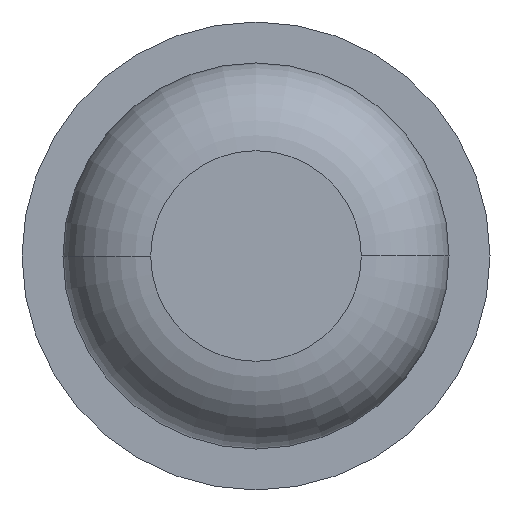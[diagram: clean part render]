
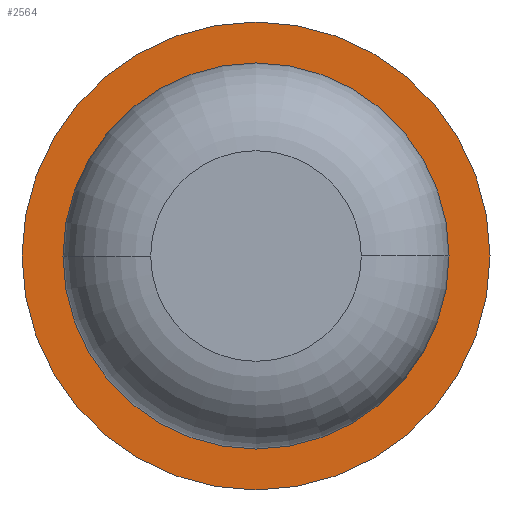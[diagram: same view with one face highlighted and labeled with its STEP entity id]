
A CAD part, front view. The second image highlights one B-rep face of the part: STEP entity #2564.
In plain terms, the highlighted planar face has unit normal (0, -1, 0).
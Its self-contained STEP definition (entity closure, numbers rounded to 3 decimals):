
#28 = DIRECTION ( 'NONE',  ( 0., 1., 0. ) ) ;
#62 = ORIENTED_EDGE ( 'NONE', *, *, #1515, .F. ) ;
#73 = VERTEX_POINT ( 'NONE', #1276 ) ;
#119 = CARTESIAN_POINT ( 'NONE',  ( 0.825, -6., 0. ) ) ;
#248 = AXIS2_PLACEMENT_3D ( 'NONE', #970, #656, #1288 ) ;
#324 = ORIENTED_EDGE ( 'NONE', *, *, #3593, .T. ) ;
#354 = CIRCLE ( 'NONE', #2986, 1. ) ;
#396 = DIRECTION ( 'NONE',  ( -1., 0., 0. ) ) ;
#454 = VERTEX_POINT ( 'NONE', #119 ) ;
#656 = DIRECTION ( 'NONE',  ( 0., 1., 0. ) ) ;
#750 = CARTESIAN_POINT ( 'NONE',  ( -1., -6., 0. ) ) ;
#841 = DIRECTION ( 'NONE',  ( -1., 0., 0. ) ) ;
#870 = DIRECTION ( 'NONE',  ( 0., 1., 0. ) ) ;
#876 = FACE_BOUND ( 'NONE', #1489, .T. ) ;
#970 = CARTESIAN_POINT ( 'NONE',  ( 0., -6., 0. ) ) ;
#1207 = CIRCLE ( 'NONE', #4064, 0.825 ) ;
#1276 = CARTESIAN_POINT ( 'NONE',  ( -0.825, -6., 0. ) ) ;
#1288 = DIRECTION ( 'NONE',  ( -1., 0., 0. ) ) ;
#1367 = VERTEX_POINT ( 'NONE', #750 ) ;
#1431 = ORIENTED_EDGE ( 'NONE', *, *, #3268, .T. ) ;
#1455 = CARTESIAN_POINT ( 'NONE',  ( 0., -6., 0. ) ) ;
#1489 = EDGE_LOOP ( 'NONE', ( #1431, #324 ) ) ;
#1515 = EDGE_CURVE ( 'NONE', #1367, #3521, #2781, .T. ) ;
#1673 = FACE_OUTER_BOUND ( 'NONE', #2310, .T. ) ;
#1931 = CARTESIAN_POINT ( 'NONE',  ( 0., -6., 0. ) ) ;
#2223 = DIRECTION ( 'NONE',  ( -1., 0., 0. ) ) ;
#2310 = EDGE_LOOP ( 'NONE', ( #62, #3972 ) ) ;
#2466 = CARTESIAN_POINT ( 'NONE',  ( 1., -6., 0. ) ) ;
#2520 = CIRCLE ( 'NONE', #2834, 0.825 ) ;
#2564 = ADVANCED_FACE ( 'NONE', ( #1673, #876 ), #3709, .F. ) ;
#2709 = DIRECTION ( 'NONE',  ( -1., 0., 0. ) ) ;
#2781 = CIRCLE ( 'NONE', #248, 1. ) ;
#2834 = AXIS2_PLACEMENT_3D ( 'NONE', #3853, #28, #2223 ) ;
#2986 = AXIS2_PLACEMENT_3D ( 'NONE', #1455, #3376, #841 ) ;
#3268 = EDGE_CURVE ( 'NONE', #73, #454, #2520, .T. ) ;
#3376 = DIRECTION ( 'NONE',  ( 0., 1., 0. ) ) ;
#3521 = VERTEX_POINT ( 'NONE', #2466 ) ;
#3583 = DIRECTION ( 'NONE',  ( 0., 1., 0. ) ) ;
#3593 = EDGE_CURVE ( 'NONE', #454, #73, #1207, .T. ) ;
#3709 = PLANE ( 'NONE',  #3747 ) ;
#3747 = AXIS2_PLACEMENT_3D ( 'NONE', #4019, #870, #2709 ) ;
#3853 = CARTESIAN_POINT ( 'NONE',  ( 0., -6., 0. ) ) ;
#3944 = EDGE_CURVE ( 'NONE', #3521, #1367, #354, .T. ) ;
#3972 = ORIENTED_EDGE ( 'NONE', *, *, #3944, .F. ) ;
#4019 = CARTESIAN_POINT ( 'NONE',  ( 0.825, -6., 0. ) ) ;
#4064 = AXIS2_PLACEMENT_3D ( 'NONE', #1931, #3583, #396 ) ;
